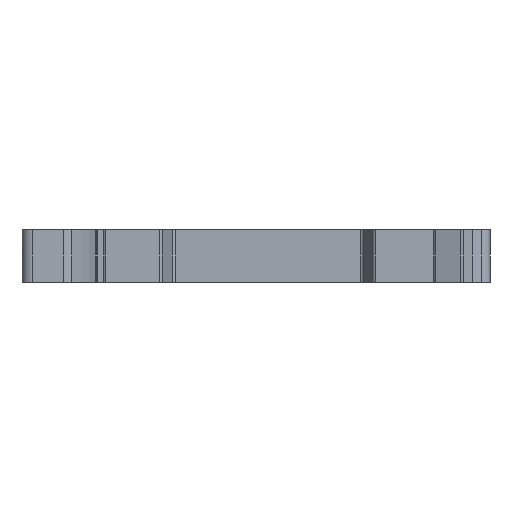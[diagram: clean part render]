
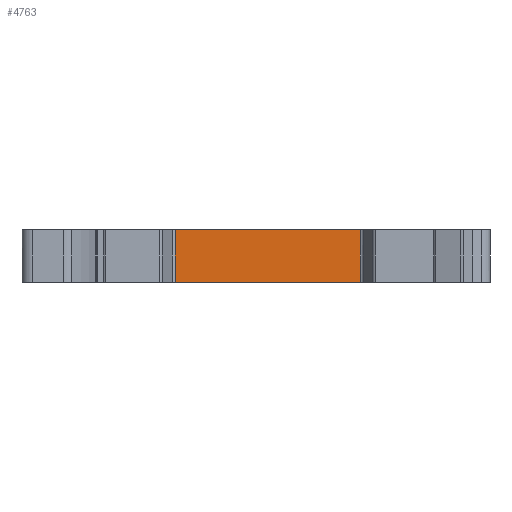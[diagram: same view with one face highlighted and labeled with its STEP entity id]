
A CAD part, front view. The second image highlights one B-rep face of the part: STEP entity #4763.
In plain terms, the highlighted planar face has unit normal (0, -1, 0).
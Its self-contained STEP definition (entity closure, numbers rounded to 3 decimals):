
#451 = VECTOR ( 'NONE', #1749, 1000. ) ;
#939 = CARTESIAN_POINT ( 'NONE',  ( 8.746, 0., 5. ) ) ;
#1211 = CARTESIAN_POINT ( 'NONE',  ( -8.746, 0., 5. ) ) ;
#1505 = ORIENTED_EDGE ( 'NONE', *, *, #7064, .F. ) ;
#1749 = DIRECTION ( 'NONE',  ( 1., 0., 0. ) ) ;
#2000 = VECTOR ( 'NONE', #2680, 1000. ) ;
#2005 = CARTESIAN_POINT ( 'NONE',  ( 2.915, 0., 5. ) ) ;
#2265 = VERTEX_POINT ( 'NONE', #3669 ) ;
#2363 = FACE_OUTER_BOUND ( 'NONE', #8409, .T. ) ;
#2680 = DIRECTION ( 'NONE',  ( 0., 0., 1. ) ) ;
#2713 = EDGE_CURVE ( 'NONE', #3569, #2265, #6656, .T. ) ;
#2925 = DIRECTION ( 'NONE',  ( 0., 0., -1. ) ) ;
#2958 = CARTESIAN_POINT ( 'NONE',  ( 8.746, 0., 5. ) ) ;
#3334 = B_SPLINE_CURVE_WITH_KNOTS ( 'NONE', 3,
 ( #1211, #5166, #2005, #7512 ),
 .UNSPECIFIED., .F., .F.,
 ( 4, 4 ),
 ( 0., 1. ),
 .UNSPECIFIED. ) ;
#3455 = CARTESIAN_POINT ( 'NONE',  ( -8.746, 0., 5. ) ) ;
#3569 = VERTEX_POINT ( 'NONE', #939 ) ;
#3669 = CARTESIAN_POINT ( 'NONE',  ( 8.746, 0., 0. ) ) ;
#3778 = ORIENTED_EDGE ( 'NONE', *, *, #2713, .F. ) ;
#4622 = LINE ( 'NONE', #5696, #451 ) ;
#4763 = ADVANCED_FACE ( 'NONE', ( #2363 ), #7804, .F. ) ;
#5166 = CARTESIAN_POINT ( 'NONE',  ( -2.915, 0., 5. ) ) ;
#5636 = ORIENTED_EDGE ( 'NONE', *, *, #6076, .T. ) ;
#5696 = CARTESIAN_POINT ( 'NONE',  ( -8.746, 0., 0. ) ) ;
#6076 = EDGE_CURVE ( 'NONE', #8069, #2265, #4622, .T. ) ;
#6424 = AXIS2_PLACEMENT_3D ( 'NONE', #8137, #8203, #8257 ) ;
#6656 = LINE ( 'NONE', #2958, #9840 ) ;
#7064 = EDGE_CURVE ( 'NONE', #8069, #9911, #8143, .T. ) ;
#7512 = CARTESIAN_POINT ( 'NONE',  ( 8.746, 0., 5. ) ) ;
#7804 = PLANE ( 'NONE',  #6424 ) ;
#7816 = EDGE_CURVE ( 'NONE', #9911, #3569, #3334, .T. ) ;
#7958 = CARTESIAN_POINT ( 'NONE',  ( -8.746, 0., 0. ) ) ;
#8069 = VERTEX_POINT ( 'NONE', #7958 ) ;
#8076 = ORIENTED_EDGE ( 'NONE', *, *, #7816, .F. ) ;
#8137 = CARTESIAN_POINT ( 'NONE',  ( -8.746, 0., 5. ) ) ;
#8143 = LINE ( 'NONE', #3455, #2000 ) ;
#8203 = DIRECTION ( 'NONE',  ( 0., 1., 0. ) ) ;
#8257 = DIRECTION ( 'NONE',  ( -1., 0., 0. ) ) ;
#8409 = EDGE_LOOP ( 'NONE', ( #8076, #1505, #5636, #3778 ) ) ;
#8566 = CARTESIAN_POINT ( 'NONE',  ( -8.746, 0., 5. ) ) ;
#9840 = VECTOR ( 'NONE', #2925, 1000. ) ;
#9911 = VERTEX_POINT ( 'NONE', #8566 ) ;
